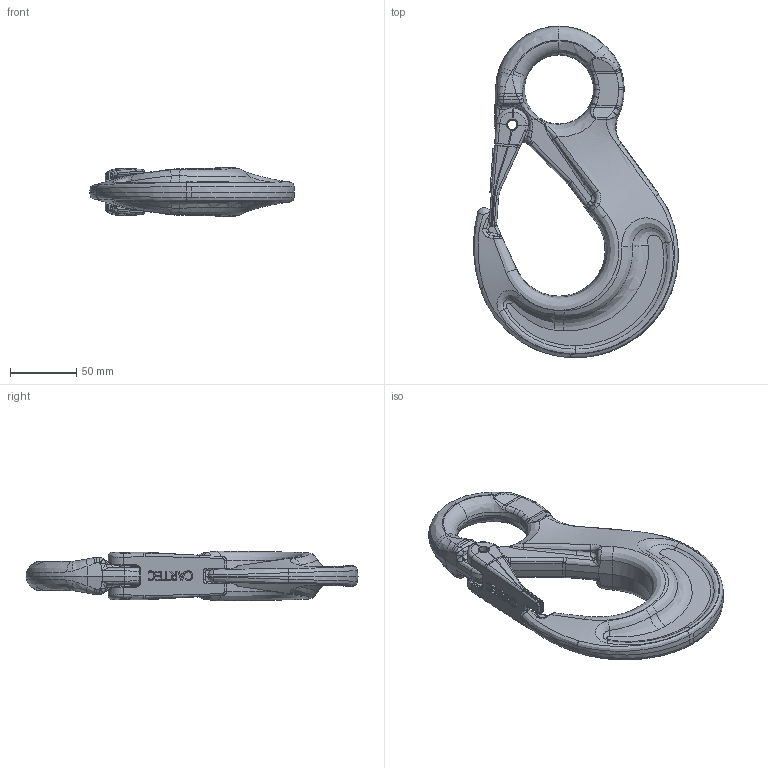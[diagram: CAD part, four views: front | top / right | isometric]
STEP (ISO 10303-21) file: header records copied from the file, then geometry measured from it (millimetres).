
FILE_DESCRIPTION(('STEP AP214'),'1');
FILE_NAME('ca_16.stp','2018-01-22T15:04:44',('TraceParts'),('TraceParts S.A.'),'Spatial InterOp 3D',' ',' ');
FILE_SCHEMA(('automotive_design'));
Length unit declared in the file: millimetre
Products named in the file (3): ca_16_1; ca_16_2; ca_16_3
Bounding box: 155.05 x 251.2 x 37.47 mm (x, y, z)
Volume: 364185.6 mm3; surface area: 65710.3 mm2
Topology: 3 solids, 3 shells, 803 faces, 2024 edges, 1203 vertices
Faces by surface type: bspline 469, plane 134, cylinder 115, cone 54, torus 23, sphere 8
Entity records: 83765 total; most frequent: CARTESIAN_POINT 61025, ORIENTED_EDGE 3988, DIRECTION 2634, EDGE_CURVE 1994, VERTEX_POINT 1203, AXIS2_PLACEMENT_3D 1055, EDGE_LOOP 819, STYLED_ITEM 806
